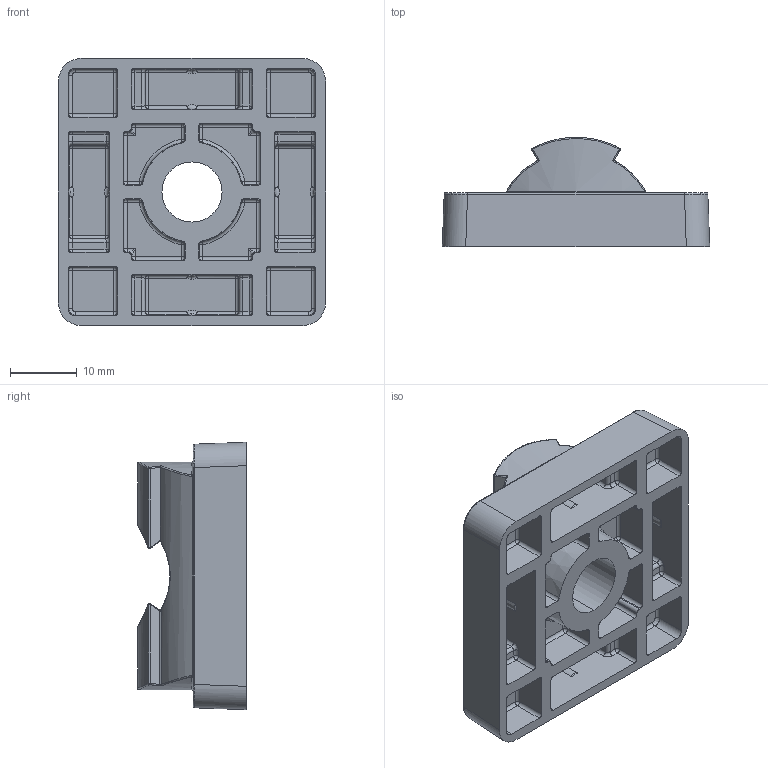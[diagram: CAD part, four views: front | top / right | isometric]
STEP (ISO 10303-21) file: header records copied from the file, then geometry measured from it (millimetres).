
FILE_DESCRIPTION((''),'2;1');
FILE_NAME('14040','2022-09-19T11:59:17',('PredragRovcanin'),('Audax d.o.o.'),'CREO PARAMETRIC BY PTC INC, 2020281','CREO PARAMETRIC BY PTC INC, 2020281','');
FILE_SCHEMA(('AUTOMOTIVE_DESIGN { 1 0 10303 214 1 1 1 1 }'));
Length unit declared in the file: millimetre
Products named in the file (1): 14040
Bounding box: 40 x 16.31 x 40 mm (x, y, z)
Volume: 9838.3 mm3; surface area: 7525.5 mm2
Topology: 1 solids, 1 shells, 484 faces, 1174 edges, 618 vertices
Faces by surface type: cylinder 194, plane 95, sphere 84, bspline 66, torus 31, cone 14
Entity records: 25923 total; most frequent: CARTESIAN_POINT 8609, ORIENTED_EDGE 2170, DIRECTION 2035, PRESENTATION_STYLE_ASSIGNMENT 1572, STYLED_ITEM 1088, CURVE_STYLE 1087, EDGE_CURVE 1085, AXIS2_PLACEMENT_3D 793
